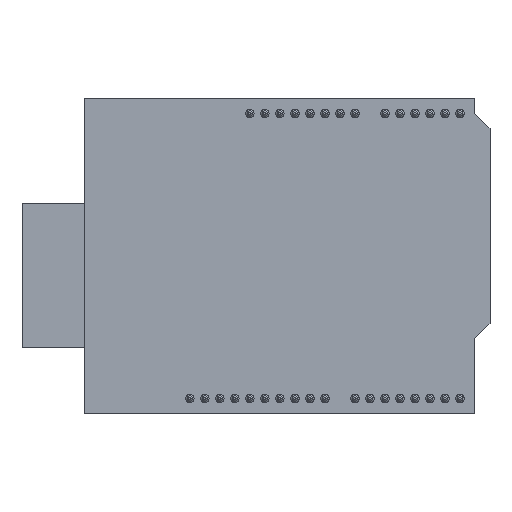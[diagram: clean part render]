
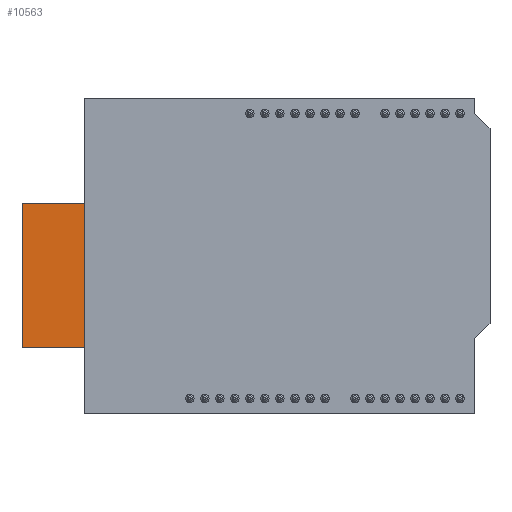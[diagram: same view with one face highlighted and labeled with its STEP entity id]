
A CAD part, front view. The second image highlights one B-rep face of the part: STEP entity #10563.
In plain terms, the highlighted planar face has unit normal (0, -1, 0).
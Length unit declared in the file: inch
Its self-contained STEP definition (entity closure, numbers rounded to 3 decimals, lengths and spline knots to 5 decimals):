
#165 = VERTEX_POINT ( 'NONE', #2438 ) ;
#1222 = ORIENTED_EDGE ( 'NONE', *, *, #8287, .T. ) ;
#1430 = VECTOR ( 'NONE', #14779, 39.37008 ) ;
#1590 = VERTEX_POINT ( 'NONE', #3780 ) ;
#2438 = CARTESIAN_POINT ( 'NONE',  ( -0.419, 0.05, -1.66 ) ) ;
#3094 = CARTESIAN_POINT ( 'NONE',  ( -0.419, 0.05, -0.7 ) ) ;
#3256 = CARTESIAN_POINT ( 'NONE',  ( -0.419, 0.05, 0. ) ) ;
#3780 = CARTESIAN_POINT ( 'NONE',  ( 0.001, 0.05, -1.66 ) ) ;
#3985 = CARTESIAN_POINT ( 'NONE',  ( 0.001, 0.05, 0. ) ) ;
#4837 = CARTESIAN_POINT ( 'NONE',  ( 0.001, 0.05, -0.7 ) ) ;
#4947 = ORIENTED_EDGE ( 'NONE', *, *, #12119, .F. ) ;
#5530 = LINE ( 'NONE', #6018, #11667 ) ;
#5557 = CARTESIAN_POINT ( 'NONE',  ( -0.419, 0.05, -1.66 ) ) ;
#5764 = EDGE_CURVE ( 'NONE', #165, #1590, #8944, .T. ) ;
#5866 = ORIENTED_EDGE ( 'NONE', *, *, #5764, .T. ) ;
#6018 = CARTESIAN_POINT ( 'NONE',  ( -0.419, 0.05, -0.7 ) ) ;
#6282 = DIRECTION ( 'NONE',  ( 0., 0., 1. ) ) ;
#6317 = VERTEX_POINT ( 'NONE', #3094 ) ;
#6453 = CARTESIAN_POINT ( 'NONE',  ( -0.419, 0.05, 0. ) ) ;
#6606 = VECTOR ( 'NONE', #6666, 39.37008 ) ;
#6666 = DIRECTION ( 'NONE',  ( 1., 0., 0. ) ) ;
#8287 = EDGE_CURVE ( 'NONE', #1590, #12107, #14490, .T. ) ;
#8441 = DIRECTION ( 'NONE',  ( 1., 0., 0. ) ) ;
#8944 = LINE ( 'NONE', #5557, #6606 ) ;
#9156 = LINE ( 'NONE', #3256, #1430 ) ;
#9569 = PLANE ( 'NONE',  #10787 ) ;
#9723 = EDGE_CURVE ( 'NONE', #165, #6317, #9156, .T. ) ;
#10563 = ADVANCED_FACE ( 'NONE', ( #12272 ), #9569, .F. ) ;
#10787 = AXIS2_PLACEMENT_3D ( 'NONE', #6453, #14452, #11080 ) ;
#11080 = DIRECTION ( 'NONE',  ( 0., 0., 1. ) ) ;
#11423 = VECTOR ( 'NONE', #6282, 39.37008 ) ;
#11667 = VECTOR ( 'NONE', #8441, 39.37008 ) ;
#11855 = ORIENTED_EDGE ( 'NONE', *, *, #9723, .F. ) ;
#12107 = VERTEX_POINT ( 'NONE', #4837 ) ;
#12119 = EDGE_CURVE ( 'NONE', #6317, #12107, #5530, .T. ) ;
#12272 = FACE_OUTER_BOUND ( 'NONE', #12999, .T. ) ;
#12999 = EDGE_LOOP ( 'NONE', ( #1222, #4947, #11855, #5866 ) ) ;
#14452 = DIRECTION ( 'NONE',  ( 0., 1., 0. ) ) ;
#14490 = LINE ( 'NONE', #3985, #11423 ) ;
#14779 = DIRECTION ( 'NONE',  ( 0., 0., 1. ) ) ;
